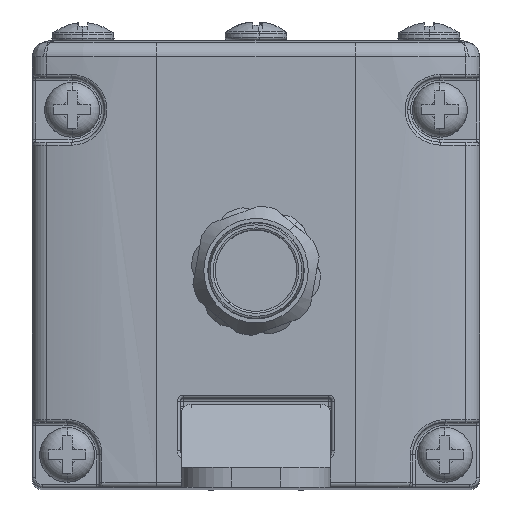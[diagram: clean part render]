
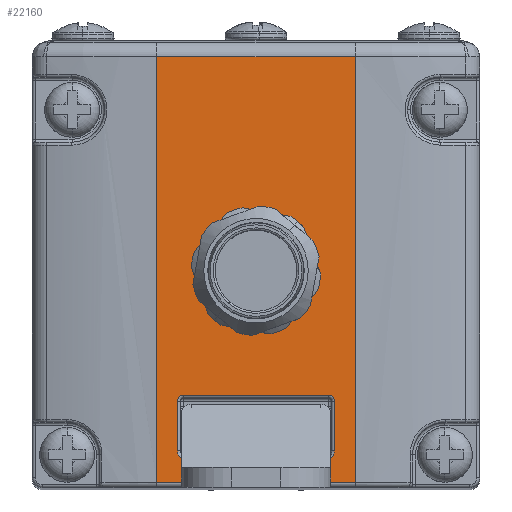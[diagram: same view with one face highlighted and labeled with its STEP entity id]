
A CAD part, top view. The second image highlights one B-rep face of the part: STEP entity #22160.
In plain terms, the highlighted planar face has unit normal (0, 0, 1).
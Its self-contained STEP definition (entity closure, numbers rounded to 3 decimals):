
#137 = CARTESIAN_POINT ( 'NONE',  ( 7.9, -18.776, 7. ) ) ;
#634 = ORIENTED_EDGE ( 'NONE', *, *, #28380, .T. ) ;
#680 = ORIENTED_EDGE ( 'NONE', *, *, #9759, .T. ) ;
#940 = CARTESIAN_POINT ( 'NONE',  ( -7.651, -19.624, 7. ) ) ;
#1092 = DIRECTION ( 'NONE',  ( 0., 0., 1. ) ) ;
#1702 = LINE ( 'NONE', #3613, #5217 ) ;
#2091 = VERTEX_POINT ( 'NONE', #28947 ) ;
#2107 = CARTESIAN_POINT ( 'NONE',  ( 7.9, -19.273, 7. ) ) ;
#2365 = CARTESIAN_POINT ( 'NONE',  ( 0., -0.7, 7. ) ) ;
#2560 = DIRECTION ( 'NONE',  ( 1., 0., 0. ) ) ;
#2617 = ORIENTED_EDGE ( 'NONE', *, *, #28477, .T. ) ;
#2913 = LINE ( 'NONE', #5625, #11660 ) ;
#3109 = EDGE_CURVE ( 'NONE', #18587, #21298, #19143, .T. ) ;
#3410 = AXIS2_PLACEMENT_3D ( 'NONE', #16369, #26140, #6679 ) ;
#3500 = DIRECTION ( 'NONE',  ( 1., 0., 0. ) ) ;
#3613 = CARTESIAN_POINT ( 'NONE',  ( 0., 20.849, 7. ) ) ;
#3773 = CARTESIAN_POINT ( 'NONE',  ( -5.3, -0.7, 7. ) ) ;
#4056 = LINE ( 'NONE', #11476, #16274 ) ;
#4156 = AXIS2_PLACEMENT_3D ( 'NONE', #17984, #1092, #3500 ) ;
#4436 = DIRECTION ( 'NONE',  ( 1., 0., 0. ) ) ;
#4676 = LINE ( 'NONE', #9688, #28247 ) ;
#5217 = VECTOR ( 'NONE', #11027, 1000. ) ;
#5453 = CARTESIAN_POINT ( 'NONE',  ( 7.3, -19.624, 7. ) ) ;
#5594 = CARTESIAN_POINT ( 'NONE',  ( -7.3, -19.624, 7. ) ) ;
#5625 = CARTESIAN_POINT ( 'NONE',  ( 10., -22., 7. ) ) ;
#5783 = DIRECTION ( 'NONE',  ( 1., 0., 0. ) ) ;
#6499 = ORIENTED_EDGE ( 'NONE', *, *, #8632, .T. ) ;
#6600 = VECTOR ( 'NONE', #22714, 1000. ) ;
#6679 = DIRECTION ( 'NONE',  ( 1., 0., 0. ) ) ;
#6737 = CARTESIAN_POINT ( 'NONE',  ( -10., -22., 7. ) ) ;
#6900 = CARTESIAN_POINT ( 'NONE',  ( 10., 22.5, 7. ) ) ;
#7364 = VERTEX_POINT ( 'NONE', #24208 ) ;
#7391 = EDGE_CURVE ( 'NONE', #17442, #25304, #10616, .T. ) ;
#7782 = CARTESIAN_POINT ( 'NONE',  ( 7.3, -13.2, 7. ) ) ;
#7869 = AXIS2_PLACEMENT_3D ( 'NONE', #25194, #29523, #2560 ) ;
#8087 = LINE ( 'NONE', #30393, #6600 ) ;
#8632 = EDGE_CURVE ( 'NONE', #12386, #2091, #2913, .T. ) ;
#8764 = ORIENTED_EDGE ( 'NONE', *, *, #20055, .T. ) ;
#9334 = LINE ( 'NONE', #6900, #29509 ) ;
#9341 = ORIENTED_EDGE ( 'NONE', *, *, #14477, .T. ) ;
#9420 = EDGE_LOOP ( 'NONE', ( #9341, #16365 ) ) ;
#9498 = CARTESIAN_POINT ( 'NONE',  ( 7.651, -19.624, 7. ) ) ;
#9688 = CARTESIAN_POINT ( 'NONE',  ( -7.3, -19.624, 7. ) ) ;
#9759 = EDGE_CURVE ( 'NONE', #17786, #24930, #4056, .T. ) ;
#10017 = ORIENTED_EDGE ( 'NONE', *, *, #31058, .T. ) ;
#10214 = CARTESIAN_POINT ( 'NONE',  ( 10., 20.849, 7. ) ) ;
#10230 = VECTOR ( 'NONE', #17210, 1000. ) ;
#10450 = PLANE ( 'NONE',  #4156 ) ;
#10494 = CARTESIAN_POINT ( 'NONE',  ( 7.3, -13.2, 7. ) ) ;
#10592 = EDGE_CURVE ( 'NONE', #24930, #12596, #18393, .T. ) ;
#10616 = CIRCLE ( 'NONE', #3410, 0.6 ) ;
#11027 = DIRECTION ( 'NONE',  ( -1., 0., 0. ) ) ;
#11476 = CARTESIAN_POINT ( 'NONE',  ( 7.9, 0., 7. ) ) ;
#11660 = VECTOR ( 'NONE', #5783, 1000. ) ;
#12172 = DIRECTION ( 'NONE',  ( 0., 0., -1. ) ) ;
#12373 = AXIS2_PLACEMENT_3D ( 'NONE', #16269, #24119, #25892 ) ;
#12386 = VERTEX_POINT ( 'NONE', #6737 ) ;
#12415 = EDGE_CURVE ( 'NONE', #18803, #2091, #9334, .T. ) ;
#12596 = VERTEX_POINT ( 'NONE', #5453 ) ;
#13486 = CARTESIAN_POINT ( 'NONE',  ( -7.9, -19.273, 7. ) ) ;
#14477 = EDGE_CURVE ( 'NONE', #21298, #18587, #29056, .T. ) ;
#14757 = CARTESIAN_POINT ( 'NONE',  ( -7.9, -13.8, 7. ) ) ;
#14880 = ORIENTED_EDGE ( 'NONE', *, *, #22548, .T. ) ;
#15003 = LINE ( 'NONE', #10494, #16966 ) ;
#15210 = CARTESIAN_POINT ( 'NONE',  ( 5.3, -0.7, 7. ) ) ;
#15259 = AXIS2_PLACEMENT_3D ( 'NONE', #2365, #12172, #4436 ) ;
#15268 = FACE_OUTER_BOUND ( 'NONE', #23227, .T. ) ;
#15327 = ORIENTED_EDGE ( 'NONE', *, *, #12415, .F. ) ;
#15426 = CARTESIAN_POINT ( 'NONE',  ( -7.9, -18.776, 7. ) ) ;
#15738 = FACE_BOUND ( 'NONE', #9420, .T. ) ;
#16269 = CARTESIAN_POINT ( 'NONE',  ( 7.3, -13.8, 7. ) ) ;
#16274 = VECTOR ( 'NONE', #21266, 1000. ) ;
#16365 = ORIENTED_EDGE ( 'NONE', *, *, #3109, .T. ) ;
#16369 = CARTESIAN_POINT ( 'NONE',  ( -7.3, -13.8, 7. ) ) ;
#16966 = VECTOR ( 'NONE', #23156, 1000. ) ;
#17210 = DIRECTION ( 'NONE',  ( 0., -1., 0. ) ) ;
#17442 = VERTEX_POINT ( 'NONE', #14757 ) ;
#17682 = FACE_BOUND ( 'NONE', #24597, .T. ) ;
#17717 = DIRECTION ( 'NONE',  ( -1., 0., 0. ) ) ;
#17786 = VERTEX_POINT ( 'NONE', #21619 ) ;
#17984 = CARTESIAN_POINT ( 'NONE',  ( 0., 0., 7. ) ) ;
#17999 = VERTEX_POINT ( 'NONE', #7782 ) ;
#18393 =( BOUNDED_CURVE ( )  B_SPLINE_CURVE ( 3, ( #29063, #2107, #9498, #26190 ),
 .UNSPECIFIED., .F., .T. ) 
 B_SPLINE_CURVE_WITH_KNOTS ( ( 4, 4 ),
 ( 1.571, 3.142 ),
 .UNSPECIFIED. ) 
 CURVE ( )  GEOMETRIC_REPRESENTATION_ITEM ( )  RATIONAL_B_SPLINE_CURVE ( ( 1., 0.805, 0.805, 1. ) ) 
 REPRESENTATION_ITEM ( '' )  );
#18587 = VERTEX_POINT ( 'NONE', #3773 ) ;
#18803 = VERTEX_POINT ( 'NONE', #10214 ) ;
#19143 = CIRCLE ( 'NONE', #7869, 5.3 ) ;
#19705 = VERTEX_POINT ( 'NONE', #20532 ) ;
#20055 = EDGE_CURVE ( 'NONE', #25304, #17999, #15003, .T. ) ;
#20453 = ORIENTED_EDGE ( 'NONE', *, *, #22105, .T. ) ;
#20532 = CARTESIAN_POINT ( 'NONE',  ( -7.3, -19.624, 7. ) ) ;
#20536 =( BOUNDED_CURVE ( )  B_SPLINE_CURVE ( 3, ( #5594, #940, #13486, #15426 ),
 .UNSPECIFIED., .F., .T. ) 
 B_SPLINE_CURVE_WITH_KNOTS ( ( 4, 4 ),
 ( 0., 1.571 ),
 .UNSPECIFIED. ) 
 CURVE ( )  GEOMETRIC_REPRESENTATION_ITEM ( )  RATIONAL_B_SPLINE_CURVE ( ( 1., 0.805, 0.805, 1. ) ) 
 REPRESENTATION_ITEM ( '' )  );
#20779 = ORIENTED_EDGE ( 'NONE', *, *, #30563, .T. ) ;
#20913 = DIRECTION ( 'NONE',  ( 0., -1., 0. ) ) ;
#21266 = DIRECTION ( 'NONE',  ( 0., -1., 0. ) ) ;
#21298 = VERTEX_POINT ( 'NONE', #15210 ) ;
#21619 = CARTESIAN_POINT ( 'NONE',  ( 7.9, -13.8, 7. ) ) ;
#22105 = EDGE_CURVE ( 'NONE', #19705, #28892, #20536, .T. ) ;
#22160 = ADVANCED_FACE ( 'NONE', ( #17682, #15738, #15268 ), #10450, .T. ) ;
#22548 = EDGE_CURVE ( 'NONE', #18803, #7364, #1702, .T. ) ;
#22714 = DIRECTION ( 'NONE',  ( 0., 1., 0. ) ) ;
#23156 = DIRECTION ( 'NONE',  ( 1., 0., 0. ) ) ;
#23227 = EDGE_LOOP ( 'NONE', ( #2617, #6499, #15327, #14880 ) ) ;
#24119 = DIRECTION ( 'NONE',  ( 0., 0., -1. ) ) ;
#24208 = CARTESIAN_POINT ( 'NONE',  ( -10., 20.849, 7. ) ) ;
#24464 = ORIENTED_EDGE ( 'NONE', *, *, #7391, .T. ) ;
#24597 = EDGE_LOOP ( 'NONE', ( #634, #24464, #8764, #20779, #680, #27688, #10017, #20453 ) ) ;
#24744 = LINE ( 'NONE', #27460, #10230 ) ;
#24930 = VERTEX_POINT ( 'NONE', #137 ) ;
#25194 = CARTESIAN_POINT ( 'NONE',  ( 0., -0.7, 7. ) ) ;
#25304 = VERTEX_POINT ( 'NONE', #26436 ) ;
#25892 = DIRECTION ( 'NONE',  ( 1., 0., 0. ) ) ;
#26140 = DIRECTION ( 'NONE',  ( 0., 0., -1. ) ) ;
#26190 = CARTESIAN_POINT ( 'NONE',  ( 7.3, -19.624, 7. ) ) ;
#26436 = CARTESIAN_POINT ( 'NONE',  ( -7.3, -13.2, 7. ) ) ;
#27460 = CARTESIAN_POINT ( 'NONE',  ( -10., 22.5, 7. ) ) ;
#27688 = ORIENTED_EDGE ( 'NONE', *, *, #10592, .T. ) ;
#28247 = VECTOR ( 'NONE', #17717, 1000. ) ;
#28380 = EDGE_CURVE ( 'NONE', #28892, #17442, #8087, .T. ) ;
#28477 = EDGE_CURVE ( 'NONE', #7364, #12386, #24744, .T. ) ;
#28892 = VERTEX_POINT ( 'NONE', #29311 ) ;
#28947 = CARTESIAN_POINT ( 'NONE',  ( 10., -22., 7. ) ) ;
#29056 = CIRCLE ( 'NONE', #15259, 5.3 ) ;
#29063 = CARTESIAN_POINT ( 'NONE',  ( 7.9, -18.776, 7. ) ) ;
#29260 = CIRCLE ( 'NONE', #12373, 0.6 ) ;
#29311 = CARTESIAN_POINT ( 'NONE',  ( -7.9, -18.776, 7. ) ) ;
#29509 = VECTOR ( 'NONE', #20913, 1000. ) ;
#29523 = DIRECTION ( 'NONE',  ( 0., 0., -1. ) ) ;
#30393 = CARTESIAN_POINT ( 'NONE',  ( -7.9, -13.8, 7. ) ) ;
#30563 = EDGE_CURVE ( 'NONE', #17999, #17786, #29260, .T. ) ;
#31058 = EDGE_CURVE ( 'NONE', #12596, #19705, #4676, .T. ) ;
